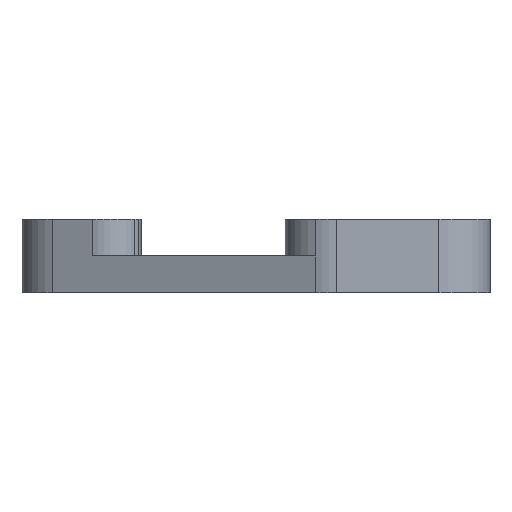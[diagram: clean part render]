
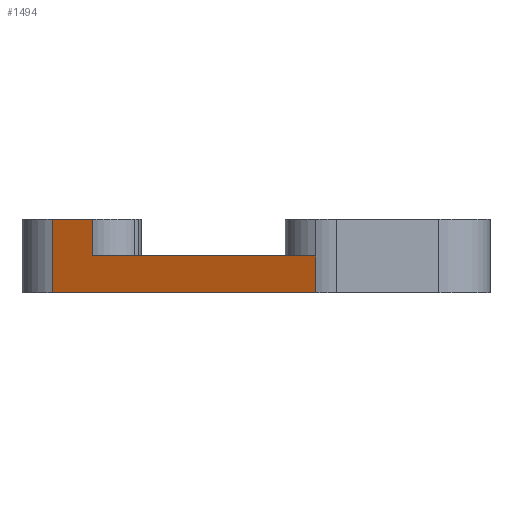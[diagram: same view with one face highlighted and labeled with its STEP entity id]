
A CAD part, front view. The second image highlights one B-rep face of the part: STEP entity #1494.
In plain terms, the highlighted planar face has unit normal (-0.406, -0.914, 0).
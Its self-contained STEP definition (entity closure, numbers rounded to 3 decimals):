
#100 = CYLINDRICAL_SURFACE('',#101,14.);
#101 = AXIS2_PLACEMENT_3D('',#102,#103,#104);
#102 = CARTESIAN_POINT('',(-42.,14.,-70.
    ));
#103 = DIRECTION('',(0.,0.,-1.));
#104 = DIRECTION('',(-1.,0.,0.));
#126 = PLANE('',#127);
#127 = AXIS2_PLACEMENT_3D('',#128,#129,#130);
#128 = CARTESIAN_POINT('',(-14.,0.,
    -70.));
#129 = DIRECTION('',(0.,0.,-1.));
#130 = DIRECTION('',(-1.,0.,0.));
#227 = EDGE_CURVE('',#228,#230,#232,.T.);
#228 = VERTEX_POINT('',#229);
#229 = CARTESIAN_POINT('',(-47.688,1.208,-70.
    ));
#230 = VERTEX_POINT('',#231);
#231 = CARTESIAN_POINT('',(-47.688,1.208,-60.
    ));
#232 = SURFACE_CURVE('',#233,(#237,#244),.PCURVE_S1.);
#233 = LINE('',#234,#235);
#234 = CARTESIAN_POINT('',(-47.688,1.208,-70.
    ));
#235 = VECTOR('',#236,1.);
#236 = DIRECTION('',(0.,0.,1.));
#237 = PCURVE('',#100,#238);
#238 = DEFINITIONAL_REPRESENTATION('',(#239),#243);
#239 = LINE('',#240,#241);
#240 = CARTESIAN_POINT('',(-1.152,0.));
#241 = VECTOR('',#242,1.);
#242 = DIRECTION('',(0.,-1.));
#243 = ( GEOMETRIC_REPRESENTATION_CONTEXT(2) 
PARAMETRIC_REPRESENTATION_CONTEXT() REPRESENTATION_CONTEXT('2D SPACE',''
  ) );
#244 = PCURVE('',#245,#250);
#245 = PLANE('',#246);
#246 = AXIS2_PLACEMENT_3D('',#247,#248,#249);
#247 = CARTESIAN_POINT('',(-47.688,1.208,-70.
    ));
#248 = DIRECTION('',(0.406,0.914,0.)
  );
#249 = DIRECTION('',(0.914,-0.406,0.)
  );
#250 = DEFINITIONAL_REPRESENTATION('',(#251),#255);
#251 = LINE('',#252,#253);
#252 = CARTESIAN_POINT('',(0.,0.));
#253 = VECTOR('',#254,1.);
#254 = DIRECTION('',(0.,-1.));
#255 = ( GEOMETRIC_REPRESENTATION_CONTEXT(2) 
PARAMETRIC_REPRESENTATION_CONTEXT() REPRESENTATION_CONTEXT('2D SPACE',''
  ) );
#784 = VERTEX_POINT('',#785);
#785 = CARTESIAN_POINT('',(-119.688,33.223,
    -70.));
#804 = CYLINDRICAL_SURFACE('',#805,14.);
#805 = AXIS2_PLACEMENT_3D('',#806,#807,#808);
#806 = CARTESIAN_POINT('',(-114.,46.016,
    -70.));
#807 = DIRECTION('',(0.,0.,-1.));
#808 = DIRECTION('',(-1.,0.,0.));
#816 = EDGE_CURVE('',#228,#784,#817,.T.);
#817 = SURFACE_CURVE('',#818,(#822,#829),.PCURVE_S1.);
#818 = LINE('',#819,#820);
#819 = CARTESIAN_POINT('',(-47.688,1.208,-70.
    ));
#820 = VECTOR('',#821,1.);
#821 = DIRECTION('',(-0.914,0.406,0.
    ));
#822 = PCURVE('',#126,#823);
#823 = DEFINITIONAL_REPRESENTATION('',(#824),#828);
#824 = LINE('',#825,#826);
#825 = CARTESIAN_POINT('',(33.688,1.208));
#826 = VECTOR('',#827,1.);
#827 = DIRECTION('',(0.914,0.406));
#828 = ( GEOMETRIC_REPRESENTATION_CONTEXT(2) 
PARAMETRIC_REPRESENTATION_CONTEXT() REPRESENTATION_CONTEXT('2D SPACE',''
  ) );
#829 = PCURVE('',#245,#830);
#830 = DEFINITIONAL_REPRESENTATION('',(#831),#835);
#831 = LINE('',#832,#833);
#832 = CARTESIAN_POINT('',(0.,0.));
#833 = VECTOR('',#834,1.);
#834 = DIRECTION('',(-1.,0.));
#835 = ( GEOMETRIC_REPRESENTATION_CONTEXT(2) 
PARAMETRIC_REPRESENTATION_CONTEXT() REPRESENTATION_CONTEXT('2D SPACE',''
  ) );
#1494 = ADVANCED_FACE('',(#1495),#245,.F.);
#1495 = FACE_BOUND('',#1496,.T.);
#1496 = EDGE_LOOP('',(#1497,#1498,#1499,#1527,#1555,#1583));
#1497 = ORIENTED_EDGE('',*,*,#816,.F.);
#1498 = ORIENTED_EDGE('',*,*,#227,.T.);
#1499 = ORIENTED_EDGE('',*,*,#1500,.T.);
#1500 = EDGE_CURVE('',#230,#1501,#1503,.T.);
#1501 = VERTEX_POINT('',#1502);
#1502 = CARTESIAN_POINT('',(-108.723,28.348,
    -60.));
#1503 = SURFACE_CURVE('',#1504,(#1508,#1515),.PCURVE_S1.);
#1504 = LINE('',#1505,#1506);
#1505 = CARTESIAN_POINT('',(-47.688,1.208,
    -60.));
#1506 = VECTOR('',#1507,1.);
#1507 = DIRECTION('',(-0.914,0.406,
    0.));
#1508 = PCURVE('',#245,#1509);
#1509 = DEFINITIONAL_REPRESENTATION('',(#1510),#1514);
#1510 = LINE('',#1511,#1512);
#1511 = CARTESIAN_POINT('',(0.,-10.));
#1512 = VECTOR('',#1513,1.);
#1513 = DIRECTION('',(-1.,0.));
#1514 = ( GEOMETRIC_REPRESENTATION_CONTEXT(2) 
PARAMETRIC_REPRESENTATION_CONTEXT() REPRESENTATION_CONTEXT('2D SPACE',''
  ) );
#1515 = PCURVE('',#1516,#1521);
#1516 = PLANE('',#1517);
#1517 = AXIS2_PLACEMENT_3D('',#1518,#1519,#1520);
#1518 = CARTESIAN_POINT('',(-47.35,122.,-60.));
#1519 = DIRECTION('',(0.,0.,-1.));
#1520 = DIRECTION('',(-1.,0.,0.));
#1521 = DEFINITIONAL_REPRESENTATION('',(#1522),#1526);
#1522 = LINE('',#1523,#1524);
#1523 = CARTESIAN_POINT('',(0.338,-120.792));
#1524 = VECTOR('',#1525,1.);
#1525 = DIRECTION('',(0.914,0.406));
#1526 = ( GEOMETRIC_REPRESENTATION_CONTEXT(2) 
PARAMETRIC_REPRESENTATION_CONTEXT() REPRESENTATION_CONTEXT('2D SPACE',''
  ) );
#1527 = ORIENTED_EDGE('',*,*,#1528,.F.);
#1528 = EDGE_CURVE('',#1529,#1501,#1531,.T.);
#1529 = VERTEX_POINT('',#1530);
#1530 = CARTESIAN_POINT('',(-108.723,28.348,
    -50.));
#1531 = SURFACE_CURVE('',#1532,(#1536,#1543),.PCURVE_S1.);
#1532 = LINE('',#1533,#1534);
#1533 = CARTESIAN_POINT('',(-108.723,28.348,
    -50.));
#1534 = VECTOR('',#1535,1.);
#1535 = DIRECTION('',(0.,0.,-1.));
#1536 = PCURVE('',#245,#1537);
#1537 = DEFINITIONAL_REPRESENTATION('',(#1538),#1542);
#1538 = LINE('',#1539,#1540);
#1539 = CARTESIAN_POINT('',(-66.797,-20.));
#1540 = VECTOR('',#1541,1.);
#1541 = DIRECTION('',(0.,1.));
#1542 = ( GEOMETRIC_REPRESENTATION_CONTEXT(2) 
PARAMETRIC_REPRESENTATION_CONTEXT() REPRESENTATION_CONTEXT('2D SPACE',''
  ) );
#1543 = PCURVE('',#1544,#1549);
#1544 = CYLINDRICAL_SURFACE('',#1545,9.682);
#1545 = AXIS2_PLACEMENT_3D('',#1546,#1547,#1548);
#1546 = CARTESIAN_POINT('',(-105.144,37.344,
    -50.));
#1547 = DIRECTION('',(0.,0.,1.));
#1548 = DIRECTION('',(-1.,0.,0.));
#1549 = DEFINITIONAL_REPRESENTATION('',(#1550),#1554);
#1550 = LINE('',#1551,#1552);
#1551 = CARTESIAN_POINT('',(-5.091,0.));
#1552 = VECTOR('',#1553,1.);
#1553 = DIRECTION('',(0.,-1.));
#1554 = ( GEOMETRIC_REPRESENTATION_CONTEXT(2) 
PARAMETRIC_REPRESENTATION_CONTEXT() REPRESENTATION_CONTEXT('2D SPACE',''
  ) );
#1555 = ORIENTED_EDGE('',*,*,#1556,.T.);
#1556 = EDGE_CURVE('',#1529,#1557,#1559,.T.);
#1557 = VERTEX_POINT('',#1558);
#1558 = CARTESIAN_POINT('',(-119.688,33.223,
    -50.));
#1559 = SURFACE_CURVE('',#1560,(#1564,#1571),.PCURVE_S1.);
#1560 = LINE('',#1561,#1562);
#1561 = CARTESIAN_POINT('',(-47.688,1.208,
    -50.));
#1562 = VECTOR('',#1563,1.);
#1563 = DIRECTION('',(-0.914,0.406,
    0.));
#1564 = PCURVE('',#245,#1565);
#1565 = DEFINITIONAL_REPRESENTATION('',(#1566),#1570);
#1566 = LINE('',#1567,#1568);
#1567 = CARTESIAN_POINT('',(0.,-20.));
#1568 = VECTOR('',#1569,1.);
#1569 = DIRECTION('',(-1.,0.));
#1570 = ( GEOMETRIC_REPRESENTATION_CONTEXT(2) 
PARAMETRIC_REPRESENTATION_CONTEXT() REPRESENTATION_CONTEXT('2D SPACE',''
  ) );
#1571 = PCURVE('',#1572,#1577);
#1572 = PLANE('',#1573);
#1573 = AXIS2_PLACEMENT_3D('',#1574,#1575,#1576);
#1574 = CARTESIAN_POINT('',(-14.,0.,
    -50.));
#1575 = DIRECTION('',(0.,0.,-1.));
#1576 = DIRECTION('',(-1.,0.,0.));
#1577 = DEFINITIONAL_REPRESENTATION('',(#1578),#1582);
#1578 = LINE('',#1579,#1580);
#1579 = CARTESIAN_POINT('',(33.688,1.208));
#1580 = VECTOR('',#1581,1.);
#1581 = DIRECTION('',(0.914,0.406));
#1582 = ( GEOMETRIC_REPRESENTATION_CONTEXT(2) 
PARAMETRIC_REPRESENTATION_CONTEXT() REPRESENTATION_CONTEXT('2D SPACE',''
  ) );
#1583 = ORIENTED_EDGE('',*,*,#1584,.F.);
#1584 = EDGE_CURVE('',#784,#1557,#1585,.T.);
#1585 = SURFACE_CURVE('',#1586,(#1590,#1597),.PCURVE_S1.);
#1586 = LINE('',#1587,#1588);
#1587 = CARTESIAN_POINT('',(-119.688,33.223,
    -70.));
#1588 = VECTOR('',#1589,1.);
#1589 = DIRECTION('',(0.,0.,1.));
#1590 = PCURVE('',#245,#1591);
#1591 = DEFINITIONAL_REPRESENTATION('',(#1592),#1596);
#1592 = LINE('',#1593,#1594);
#1593 = CARTESIAN_POINT('',(-78.797,0.));
#1594 = VECTOR('',#1595,1.);
#1595 = DIRECTION('',(0.,-1.));
#1596 = ( GEOMETRIC_REPRESENTATION_CONTEXT(2) 
PARAMETRIC_REPRESENTATION_CONTEXT() REPRESENTATION_CONTEXT('2D SPACE',''
  ) );
#1597 = PCURVE('',#804,#1598);
#1598 = DEFINITIONAL_REPRESENTATION('',(#1599),#1603);
#1599 = LINE('',#1600,#1601);
#1600 = CARTESIAN_POINT('',(-7.436,0.));
#1601 = VECTOR('',#1602,1.);
#1602 = DIRECTION('',(0.,-1.));
#1603 = ( GEOMETRIC_REPRESENTATION_CONTEXT(2) 
PARAMETRIC_REPRESENTATION_CONTEXT() REPRESENTATION_CONTEXT('2D SPACE',''
  ) );
